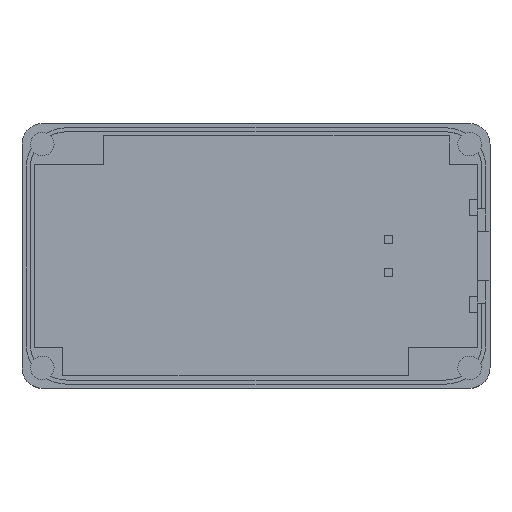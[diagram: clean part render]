
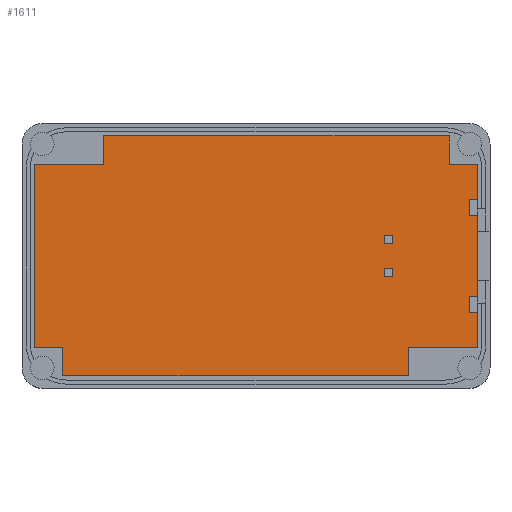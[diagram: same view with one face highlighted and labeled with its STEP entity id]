
A CAD part, top view. The second image highlights one B-rep face of the part: STEP entity #1611.
In plain terms, the highlighted planar face has unit normal (0, 0, 1).
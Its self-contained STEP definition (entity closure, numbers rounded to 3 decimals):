
#1163 = VERTEX_POINT('',#1164);
#1164 = CARTESIAN_POINT('',(-73.,9.9,2.));
#1170 = EDGE_CURVE('',#1163,#1171,#1173,.T.);
#1171 = VERTEX_POINT('',#1172);
#1172 = CARTESIAN_POINT('',(-73.,-9.9,2.));
#1173 = LINE('',#1174,#1175);
#1174 = CARTESIAN_POINT('',(-73.,22.5,2.));
#1175 = VECTOR('',#1176,1.);
#1176 = DIRECTION('',(0.,-1.,0.));
#1544 = EDGE_CURVE('',#1163,#1545,#1547,.T.);
#1545 = VERTEX_POINT('',#1546);
#1546 = CARTESIAN_POINT('',(-75.,9.9,2.));
#1547 = LINE('',#1548,#1549);
#1548 = CARTESIAN_POINT('',(-73.,9.9,2.));
#1549 = VECTOR('',#1550,1.);
#1550 = DIRECTION('',(-1.,0.,0.));
#1587 = VERTEX_POINT('',#1588);
#1588 = CARTESIAN_POINT('',(-75.,-9.9,2.));
#1594 = EDGE_CURVE('',#1171,#1587,#1595,.T.);
#1595 = LINE('',#1596,#1597);
#1596 = CARTESIAN_POINT('',(-73.,-9.9,2.));
#1597 = VECTOR('',#1598,1.);
#1598 = DIRECTION('',(-1.,0.,0.));
#1611 = ADVANCED_FACE('',(#1612,#1751,#1785),#1819,.T.);
#1612 = FACE_BOUND('',#1613,.T.);
#1613 = EDGE_LOOP('',(#1614,#1624,#1632,#1640,#1648,#1656,#1664,#1672,
    #1680,#1688,#1696,#1704,#1712,#1720,#1728,#1734,#1735,#1736,#1737,
    #1745));
#1614 = ORIENTED_EDGE('',*,*,#1615,.F.);
#1615 = EDGE_CURVE('',#1616,#1618,#1620,.T.);
#1616 = VERTEX_POINT('',#1617);
#1617 = CARTESIAN_POINT('',(-73.,22.5,2.));
#1618 = VERTEX_POINT('',#1619);
#1619 = CARTESIAN_POINT('',(-73.,13.8,2.));
#1620 = LINE('',#1621,#1622);
#1621 = CARTESIAN_POINT('',(-73.,22.5,2.));
#1622 = VECTOR('',#1623,1.);
#1623 = DIRECTION('',(0.,-1.,0.));
#1624 = ORIENTED_EDGE('',*,*,#1625,.T.);
#1625 = EDGE_CURVE('',#1616,#1626,#1628,.T.);
#1626 = VERTEX_POINT('',#1627);
#1627 = CARTESIAN_POINT('',(-80.,22.5,2.));
#1628 = LINE('',#1629,#1630);
#1629 = CARTESIAN_POINT('',(-73.,22.5,2.));
#1630 = VECTOR('',#1631,1.);
#1631 = DIRECTION('',(-1.,0.,0.));
#1632 = ORIENTED_EDGE('',*,*,#1633,.T.);
#1633 = EDGE_CURVE('',#1626,#1634,#1636,.T.);
#1634 = VERTEX_POINT('',#1635);
#1635 = CARTESIAN_POINT('',(-80.,29.5,2.));
#1636 = LINE('',#1637,#1638);
#1637 = CARTESIAN_POINT('',(-80.,22.5,2.));
#1638 = VECTOR('',#1639,1.);
#1639 = DIRECTION('',(0.,1.,0.));
#1640 = ORIENTED_EDGE('',*,*,#1641,.T.);
#1641 = EDGE_CURVE('',#1634,#1642,#1644,.T.);
#1642 = VERTEX_POINT('',#1643);
#1643 = CARTESIAN_POINT('',(-165.,29.5,2.));
#1644 = LINE('',#1645,#1646);
#1645 = CARTESIAN_POINT('',(-80.,29.5,2.));
#1646 = VECTOR('',#1647,1.);
#1647 = DIRECTION('',(-1.,0.,0.));
#1648 = ORIENTED_EDGE('',*,*,#1649,.T.);
#1649 = EDGE_CURVE('',#1642,#1650,#1652,.T.);
#1650 = VERTEX_POINT('',#1651);
#1651 = CARTESIAN_POINT('',(-165.,22.5,2.));
#1652 = LINE('',#1653,#1654);
#1653 = CARTESIAN_POINT('',(-165.,29.5,2.));
#1654 = VECTOR('',#1655,1.);
#1655 = DIRECTION('',(0.,-1.,0.));
#1656 = ORIENTED_EDGE('',*,*,#1657,.T.);
#1657 = EDGE_CURVE('',#1650,#1658,#1660,.T.);
#1658 = VERTEX_POINT('',#1659);
#1659 = CARTESIAN_POINT('',(-182.,22.5,2.));
#1660 = LINE('',#1661,#1662);
#1661 = CARTESIAN_POINT('',(-165.,22.5,2.));
#1662 = VECTOR('',#1663,1.);
#1663 = DIRECTION('',(-1.,0.,0.));
#1664 = ORIENTED_EDGE('',*,*,#1665,.T.);
#1665 = EDGE_CURVE('',#1658,#1666,#1668,.T.);
#1666 = VERTEX_POINT('',#1667);
#1667 = CARTESIAN_POINT('',(-182.,-22.5,2.));
#1668 = LINE('',#1669,#1670);
#1669 = CARTESIAN_POINT('',(-182.,22.5,2.));
#1670 = VECTOR('',#1671,1.);
#1671 = DIRECTION('',(0.,-1.,0.));
#1672 = ORIENTED_EDGE('',*,*,#1673,.T.);
#1673 = EDGE_CURVE('',#1666,#1674,#1676,.T.);
#1674 = VERTEX_POINT('',#1675);
#1675 = CARTESIAN_POINT('',(-175.,-22.5,2.));
#1676 = LINE('',#1677,#1678);
#1677 = CARTESIAN_POINT('',(-182.,-22.5,2.));
#1678 = VECTOR('',#1679,1.);
#1679 = DIRECTION('',(1.,0.,0.));
#1680 = ORIENTED_EDGE('',*,*,#1681,.T.);
#1681 = EDGE_CURVE('',#1674,#1682,#1684,.T.);
#1682 = VERTEX_POINT('',#1683);
#1683 = CARTESIAN_POINT('',(-175.,-29.5,2.));
#1684 = LINE('',#1685,#1686);
#1685 = CARTESIAN_POINT('',(-175.,-22.5,2.));
#1686 = VECTOR('',#1687,1.);
#1687 = DIRECTION('',(0.,-1.,0.));
#1688 = ORIENTED_EDGE('',*,*,#1689,.T.);
#1689 = EDGE_CURVE('',#1682,#1690,#1692,.T.);
#1690 = VERTEX_POINT('',#1691);
#1691 = CARTESIAN_POINT('',(-90.,-29.5,2.));
#1692 = LINE('',#1693,#1694);
#1693 = CARTESIAN_POINT('',(-175.,-29.5,2.));
#1694 = VECTOR('',#1695,1.);
#1695 = DIRECTION('',(1.,0.,0.));
#1696 = ORIENTED_EDGE('',*,*,#1697,.T.);
#1697 = EDGE_CURVE('',#1690,#1698,#1700,.T.);
#1698 = VERTEX_POINT('',#1699);
#1699 = CARTESIAN_POINT('',(-90.,-22.5,2.));
#1700 = LINE('',#1701,#1702);
#1701 = CARTESIAN_POINT('',(-90.,-29.5,2.));
#1702 = VECTOR('',#1703,1.);
#1703 = DIRECTION('',(0.,1.,0.));
#1704 = ORIENTED_EDGE('',*,*,#1705,.T.);
#1705 = EDGE_CURVE('',#1698,#1706,#1708,.T.);
#1706 = VERTEX_POINT('',#1707);
#1707 = CARTESIAN_POINT('',(-73.,-22.5,2.));
#1708 = LINE('',#1709,#1710);
#1709 = CARTESIAN_POINT('',(-90.,-22.5,2.));
#1710 = VECTOR('',#1711,1.);
#1711 = DIRECTION('',(1.,0.,0.));
#1712 = ORIENTED_EDGE('',*,*,#1713,.F.);
#1713 = EDGE_CURVE('',#1714,#1706,#1716,.T.);
#1714 = VERTEX_POINT('',#1715);
#1715 = CARTESIAN_POINT('',(-73.,-13.8,2.));
#1716 = LINE('',#1717,#1718);
#1717 = CARTESIAN_POINT('',(-73.,22.5,2.));
#1718 = VECTOR('',#1719,1.);
#1719 = DIRECTION('',(0.,-1.,0.));
#1720 = ORIENTED_EDGE('',*,*,#1721,.T.);
#1721 = EDGE_CURVE('',#1714,#1722,#1724,.T.);
#1722 = VERTEX_POINT('',#1723);
#1723 = CARTESIAN_POINT('',(-75.,-13.8,2.));
#1724 = LINE('',#1725,#1726);
#1725 = CARTESIAN_POINT('',(-73.,-13.8,2.));
#1726 = VECTOR('',#1727,1.);
#1727 = DIRECTION('',(-1.,0.,0.));
#1728 = ORIENTED_EDGE('',*,*,#1729,.F.);
#1729 = EDGE_CURVE('',#1587,#1722,#1730,.T.);
#1730 = LINE('',#1731,#1732);
#1731 = CARTESIAN_POINT('',(-75.,-9.9,2.));
#1732 = VECTOR('',#1733,1.);
#1733 = DIRECTION('',(0.,-1.,0.));
#1734 = ORIENTED_EDGE('',*,*,#1594,.F.);
#1735 = ORIENTED_EDGE('',*,*,#1170,.F.);
#1736 = ORIENTED_EDGE('',*,*,#1544,.T.);
#1737 = ORIENTED_EDGE('',*,*,#1738,.F.);
#1738 = EDGE_CURVE('',#1739,#1545,#1741,.T.);
#1739 = VERTEX_POINT('',#1740);
#1740 = CARTESIAN_POINT('',(-75.,13.8,2.));
#1741 = LINE('',#1742,#1743);
#1742 = CARTESIAN_POINT('',(-75.,13.8,2.));
#1743 = VECTOR('',#1744,1.);
#1744 = DIRECTION('',(0.,-1.,0.));
#1745 = ORIENTED_EDGE('',*,*,#1746,.F.);
#1746 = EDGE_CURVE('',#1618,#1739,#1747,.T.);
#1747 = LINE('',#1748,#1749);
#1748 = CARTESIAN_POINT('',(-73.,13.8,2.));
#1749 = VECTOR('',#1750,1.);
#1750 = DIRECTION('',(-1.,0.,0.));
#1751 = FACE_BOUND('',#1752,.T.);
#1752 = EDGE_LOOP('',(#1753,#1763,#1771,#1779));
#1753 = ORIENTED_EDGE('',*,*,#1754,.T.);
#1754 = EDGE_CURVE('',#1755,#1757,#1759,.T.);
#1755 = VERTEX_POINT('',#1756);
#1756 = CARTESIAN_POINT('',(-94.,-3.,2.));
#1757 = VERTEX_POINT('',#1758);
#1758 = CARTESIAN_POINT('',(-94.,-5.,2.));
#1759 = LINE('',#1760,#1761);
#1760 = CARTESIAN_POINT('',(-94.,-3.,2.));
#1761 = VECTOR('',#1762,1.);
#1762 = DIRECTION('',(0.,-1.,0.));
#1763 = ORIENTED_EDGE('',*,*,#1764,.T.);
#1764 = EDGE_CURVE('',#1757,#1765,#1767,.T.);
#1765 = VERTEX_POINT('',#1766);
#1766 = CARTESIAN_POINT('',(-96.,-5.,2.));
#1767 = LINE('',#1768,#1769);
#1768 = CARTESIAN_POINT('',(-94.,-5.,2.));
#1769 = VECTOR('',#1770,1.);
#1770 = DIRECTION('',(-1.,0.,0.));
#1771 = ORIENTED_EDGE('',*,*,#1772,.T.);
#1772 = EDGE_CURVE('',#1765,#1773,#1775,.T.);
#1773 = VERTEX_POINT('',#1774);
#1774 = CARTESIAN_POINT('',(-96.,-3.,2.));
#1775 = LINE('',#1776,#1777);
#1776 = CARTESIAN_POINT('',(-96.,-5.,2.));
#1777 = VECTOR('',#1778,1.);
#1778 = DIRECTION('',(0.,1.,0.));
#1779 = ORIENTED_EDGE('',*,*,#1780,.T.);
#1780 = EDGE_CURVE('',#1773,#1755,#1781,.T.);
#1781 = LINE('',#1782,#1783);
#1782 = CARTESIAN_POINT('',(-96.,-3.,2.));
#1783 = VECTOR('',#1784,1.);
#1784 = DIRECTION('',(1.,0.,0.));
#1785 = FACE_BOUND('',#1786,.T.);
#1786 = EDGE_LOOP('',(#1787,#1797,#1805,#1813));
#1787 = ORIENTED_EDGE('',*,*,#1788,.F.);
#1788 = EDGE_CURVE('',#1789,#1791,#1793,.T.);
#1789 = VERTEX_POINT('',#1790);
#1790 = CARTESIAN_POINT('',(-94.,3.,2.));
#1791 = VERTEX_POINT('',#1792);
#1792 = CARTESIAN_POINT('',(-94.,5.,2.));
#1793 = LINE('',#1794,#1795);
#1794 = CARTESIAN_POINT('',(-94.,3.,2.));
#1795 = VECTOR('',#1796,1.);
#1796 = DIRECTION('',(0.,1.,0.));
#1797 = ORIENTED_EDGE('',*,*,#1798,.F.);
#1798 = EDGE_CURVE('',#1799,#1789,#1801,.T.);
#1799 = VERTEX_POINT('',#1800);
#1800 = CARTESIAN_POINT('',(-96.,3.,2.));
#1801 = LINE('',#1802,#1803);
#1802 = CARTESIAN_POINT('',(-96.,3.,2.));
#1803 = VECTOR('',#1804,1.);
#1804 = DIRECTION('',(1.,0.,0.));
#1805 = ORIENTED_EDGE('',*,*,#1806,.F.);
#1806 = EDGE_CURVE('',#1807,#1799,#1809,.T.);
#1807 = VERTEX_POINT('',#1808);
#1808 = CARTESIAN_POINT('',(-96.,5.,2.));
#1809 = LINE('',#1810,#1811);
#1810 = CARTESIAN_POINT('',(-96.,5.,2.));
#1811 = VECTOR('',#1812,1.);
#1812 = DIRECTION('',(0.,-1.,0.));
#1813 = ORIENTED_EDGE('',*,*,#1814,.F.);
#1814 = EDGE_CURVE('',#1791,#1807,#1815,.T.);
#1815 = LINE('',#1816,#1817);
#1816 = CARTESIAN_POINT('',(-94.,5.,2.));
#1817 = VECTOR('',#1818,1.);
#1818 = DIRECTION('',(-1.,0.,0.));
#1819 = PLANE('',#1820);
#1820 = AXIS2_PLACEMENT_3D('',#1821,#1822,#1823);
#1821 = CARTESIAN_POINT('',(-127.5,0.,2.));
#1822 = DIRECTION('',(0.,0.,1.));
#1823 = DIRECTION('',(1.,0.,0.));
